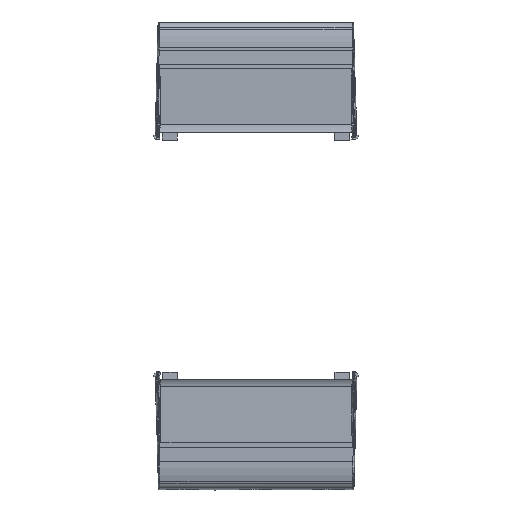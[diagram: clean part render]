
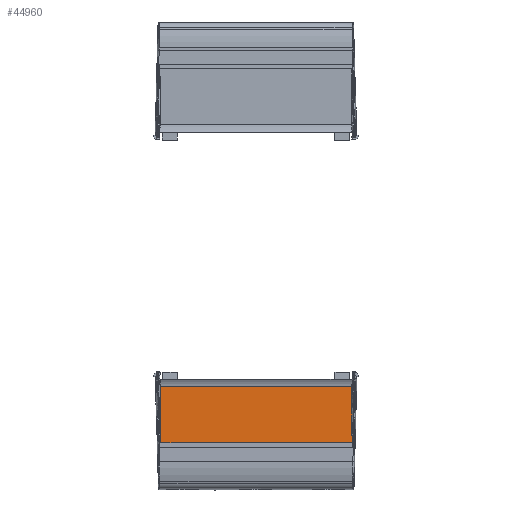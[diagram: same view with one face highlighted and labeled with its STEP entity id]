
A CAD part, top view. The second image highlights one B-rep face of the part: STEP entity #44960.
In plain terms, the highlighted face is planar.
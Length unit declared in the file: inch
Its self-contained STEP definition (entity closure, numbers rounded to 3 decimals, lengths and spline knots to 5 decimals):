
#917 = CARTESIAN_POINT ( 'NONE',  ( -4.77471, -5.88631, 3.77786 ) ) ;
#1512 = CARTESIAN_POINT ( 'NONE',  ( 3.04321, -5.88694, 3.89776 ) ) ;
#4100 = CARTESIAN_POINT ( 'NONE',  ( 3.02898, -5.88521, 3.56759 ) ) ;
#4322 = AXIS2_PLACEMENT_3D ( 'NONE', #36214, #7153, #16893 ) ;
#5226 = EDGE_CURVE ( 'NONE', #53680, #44326, #30464, .T. ) ;
#5352 = CARTESIAN_POINT ( 'NONE',  ( -4.76886, -5.87514, 1.64559 ) ) ;
#5442 = CARTESIAN_POINT ( 'NONE',  ( -4.76886, -5.88521, 3.56759 ) ) ;
#6069 = VERTEX_POINT ( 'NONE', #21794 ) ;
#6215 = CARTESIAN_POINT ( 'NONE',  ( -4.76886, -5.88552, 3.62771 ) ) ;
#6299 = FACE_OUTER_BOUND ( 'NONE', #28784, .T. ) ;
#6397 = DIRECTION ( 'NONE',  ( 1., 0., 0. ) ) ;
#6402 = CARTESIAN_POINT ( 'NONE',  ( 3.02898, -5.88552, 3.62772 ) ) ;
#7001 = CARTESIAN_POINT ( 'NONE',  ( 3.03059, -5.88584, 3.68779 ) ) ;
#7083 = VECTOR ( 'NONE', #61371, 39.37008 ) ;
#7153 = DIRECTION ( 'NONE',  ( 0., 1., 0.005 ) ) ;
#10250 = CARTESIAN_POINT ( 'NONE',  ( -4.77047, -5.88584, 3.68783 ) ) ;
#12603 = ORIENTED_EDGE ( 'NONE', *, *, #5226, .T. ) ;
#12932 = VECTOR ( 'NONE', #59914, 39.37008 ) ;
#15282 = VERTEX_POINT ( 'NONE', #29768 ) ;
#16728 = CARTESIAN_POINT ( 'NONE',  ( 3.03656, -5.88646, 3.80782 ) ) ;
#16893 = DIRECTION ( 'NONE',  ( 0., -0.005, 1. ) ) ;
#17083 = EDGE_CURVE ( 'NONE', #15282, #6069, #53773, .T. ) ;
#17547 = LINE ( 'NONE', #5352, #52452 ) ;
#21466 = LINE ( 'NONE', #4100, #7083 ) ;
#21794 = CARTESIAN_POINT ( 'NONE',  ( 3.02898, -5.88521, 3.56759 ) ) ;
#25100 = EDGE_CURVE ( 'NONE', #53680, #32414, #17547, .T. ) ;
#25933 = CARTESIAN_POINT ( 'NONE',  ( 3.08675, -5.87514, 1.64559 ) ) ;
#28784 = EDGE_LOOP ( 'NONE', ( #61478, #56021, #46047, #44781, #12603, #45998 ) ) ;
#29768 = CARTESIAN_POINT ( 'NONE',  ( 3.04637, -5.88709, 3.92765 ) ) ;
#29853 = CARTESIAN_POINT ( 'NONE',  ( -4.78625, -5.88709, 3.92765 ) ) ;
#30464 = LINE ( 'NONE', #25933, #12932 ) ;
#30788 = CARTESIAN_POINT ( 'NONE',  ( 3.08675, -5.88709, 3.92765 ) ) ;
#32414 = VERTEX_POINT ( 'NONE', #5442 ) ;
#33796 = CARTESIAN_POINT ( 'NONE',  ( -4.76886, -5.88521, 3.56759 ) ) ;
#34005 = EDGE_CURVE ( 'NONE', #6069, #44326, #21466, .T. ) ;
#34775 = CARTESIAN_POINT ( 'NONE',  ( -4.76886, -5.87514, 1.64559 ) ) ;
#35067 = CARTESIAN_POINT ( 'NONE',  ( -4.77644, -5.88647, 3.80786 ) ) ;
#35267 = CARTESIAN_POINT ( 'NONE',  ( -4.78309, -5.88694, 3.89775 ) ) ;
#35453 = CARTESIAN_POINT ( 'NONE',  ( 3.03483, -5.88631, 3.77782 ) ) ;
#36214 = CARTESIAN_POINT ( 'NONE',  ( 3.08675, -5.87514, 1.64559 ) ) ;
#38723 = LINE ( 'NONE', #30788, #40212 ) ;
#40212 = VECTOR ( 'NONE', #6397, 39.37008 ) ;
#40330 = CARTESIAN_POINT ( 'NONE',  ( 3.02898, -5.88521, 3.56759 ) ) ;
#44326 = VERTEX_POINT ( 'NONE', #55011 ) ;
#44781 = ORIENTED_EDGE ( 'NONE', *, *, #25100, .F. ) ;
#44960 = ADVANCED_FACE ( 'NONE', ( #6299 ), #61272, .F. ) ;
#45831 = EDGE_CURVE ( 'NONE', #32414, #58953, #60849, .T. ) ;
#45998 = ORIENTED_EDGE ( 'NONE', *, *, #34005, .F. ) ;
#46014 = CARTESIAN_POINT ( 'NONE',  ( 3.04637, -5.88709, 3.92765 ) ) ;
#46047 = ORIENTED_EDGE ( 'NONE', *, *, #45831, .F. ) ;
#52452 = VECTOR ( 'NONE', #54122, 39.37008 ) ;
#53432 = EDGE_CURVE ( 'NONE', #58953, #15282, #38723, .T. ) ;
#53680 = VERTEX_POINT ( 'NONE', #34775 ) ;
#53773 = B_SPLINE_CURVE_WITH_KNOTS ( 'NONE', 3,
 ( #46014, #1512, #60466, #16728, #35453, #7001, #6402, #40330 ),
 .UNSPECIFIED., .F., .F.,
 ( 4, 2, 2, 4 ),
 ( 0., 0.00229, 0.00458, 0.00916 ),
 .UNSPECIFIED. ) ;
#54122 = DIRECTION ( 'NONE',  ( 0., -0.005, 1. ) ) ;
#54153 = CARTESIAN_POINT ( 'NONE',  ( -4.78625, -5.88709, 3.92765 ) ) ;
#54360 = CARTESIAN_POINT ( 'NONE',  ( -4.78065, -5.88678, 3.8678 ) ) ;
#55011 = CARTESIAN_POINT ( 'NONE',  ( 3.02898, -5.87514, 1.64559 ) ) ;
#56021 = ORIENTED_EDGE ( 'NONE', *, *, #53432, .F. ) ;
#58953 = VERTEX_POINT ( 'NONE', #29853 ) ;
#59914 = DIRECTION ( 'NONE',  ( 1., 0., 0. ) ) ;
#60466 = CARTESIAN_POINT ( 'NONE',  ( 3.04077, -5.88678, 3.86779 ) ) ;
#60849 = B_SPLINE_CURVE_WITH_KNOTS ( 'NONE', 3,
 ( #33796, #6215, #10250, #917, #35067, #54360, #35267, #54153 ),
 .UNSPECIFIED., .F., .F.,
 ( 4, 2, 2, 4 ),
 ( 0., 0.00458, 0.00687, 0.00916 ),
 .UNSPECIFIED. ) ;
#61272 = PLANE ( 'NONE',  #4322 ) ;
#61371 = DIRECTION ( 'NONE',  ( 0., 0.005, -1. ) ) ;
#61478 = ORIENTED_EDGE ( 'NONE', *, *, #17083, .F. ) ;
